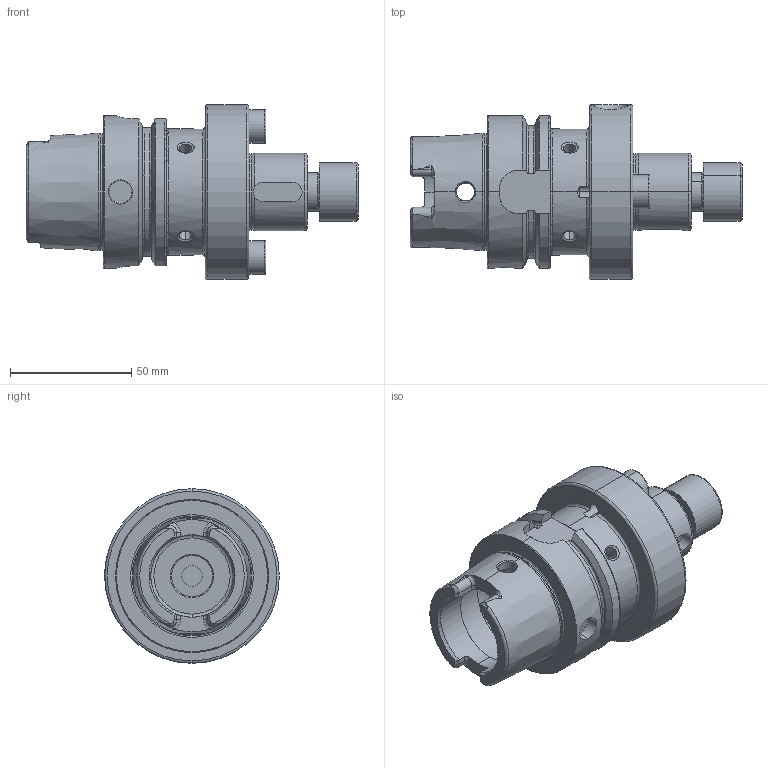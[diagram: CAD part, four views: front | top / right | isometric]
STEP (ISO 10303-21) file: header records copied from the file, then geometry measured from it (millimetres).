
FILE_DESCRIPTION (( 'STEP AP214' ), '1' );
FILE_NAME ('HA6.D32.K01.060.STEP', '2011-10-06T11:02:13', ( 'SwiAdmin' ), ( '' ), 'SwSTEP 2.0', 'SolidWorks 2011', '' );
FILE_SCHEMA (( 'AUTOMOTIVE_DESIGN' ));
Length unit declared in the file: millimetre
Products named in the file (4): D32-ER2.001.022_B; D32-ER1.002.035_A_Default; HA6-D32.K01.060_D_Fertigbearbeitung; HA6.D32.K01.060
Assembly tree (4 placements, depth 2):
  HA6.D32.K01.060
    D32-ER2.001.022_B  x2
    D32-ER1.002.035_A_Default
    HA6-D32.K01.060_D_Fertigbearbeitung
Bounding box: 136.9 x 72 x 72 mm (x, y, z)
Volume: 210258.3 mm3; surface area: 46880.2 mm2
Topology: 4 solids, 4 shells, 382 faces, 936 edges, 559 vertices
Faces by surface type: cylinder 113, plane 92, cone 90, torus 73, bspline 12, sphere 2
Entity records: 13647 total; most frequent: CARTESIAN_POINT 4313, ORIENTED_EDGE 1660, DIRECTION 1628, EDGE_CURVE 830, AXIS2_PLACEMENT_3D 670, VERTEX_POINT 508, EDGE_LOOP 370, FACE_OUTER_BOUND 342
